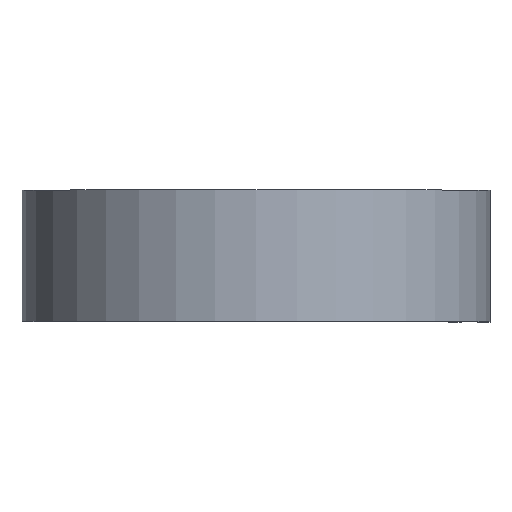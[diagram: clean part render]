
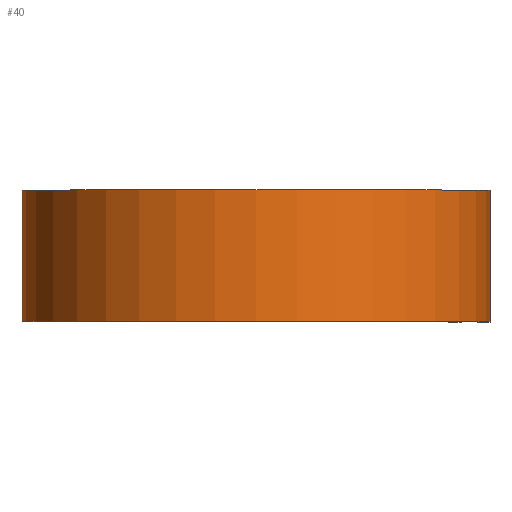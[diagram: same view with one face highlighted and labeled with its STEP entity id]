
A CAD part, top view. The second image highlights one B-rep face of the part: STEP entity #40.
In plain terms, the highlighted cylindrical face has radius 22.644 mm (diameter 45.288 mm), a partial arc.
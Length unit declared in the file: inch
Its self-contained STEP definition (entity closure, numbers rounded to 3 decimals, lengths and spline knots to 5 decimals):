
#11 = FACE_OUTER_BOUND ( 'NONE', #504, .T. ) ;
#16 = CIRCLE ( 'NONE', #219, 0.8915 ) ;
#40 = ADVANCED_FACE ( 'NONE', ( #11 ), #70, .T. ) ;
#43 = EDGE_CURVE ( 'NONE', #672, #440, #16, .T. ) ;
#48 = VERTEX_POINT ( 'NONE', #437 ) ;
#70 = CYLINDRICAL_SURFACE ( 'NONE', #259, 0.8915 ) ;
#162 = VECTOR ( 'NONE', #352, 39.37008 ) ;
#181 = CARTESIAN_POINT ( 'NONE',  ( 0.8915, -0.25, 0. ) ) ;
#216 = CARTESIAN_POINT ( 'NONE',  ( 0.8915, 0.25, 0. ) ) ;
#219 = AXIS2_PLACEMENT_3D ( 'NONE', #400, #402, #435 ) ;
#250 = ORIENTED_EDGE ( 'NONE', *, *, #560, .F. ) ;
#259 = AXIS2_PLACEMENT_3D ( 'NONE', #262, #327, #318 ) ;
#262 = CARTESIAN_POINT ( 'NONE',  ( 0., 0.25, 0. ) ) ;
#292 = CIRCLE ( 'NONE', #355, 0.8915 ) ;
#297 = CARTESIAN_POINT ( 'NONE',  ( 0.8915, 0.25, 0. ) ) ;
#318 = DIRECTION ( 'NONE',  ( 0., 0., -1. ) ) ;
#327 = DIRECTION ( 'NONE',  ( 0., -1., 0. ) ) ;
#352 = DIRECTION ( 'NONE',  ( 0., -1., 0. ) ) ;
#355 = AXIS2_PLACEMENT_3D ( 'NONE', #555, #583, #643 ) ;
#383 = LINE ( 'NONE', #564, #512 ) ;
#400 = CARTESIAN_POINT ( 'NONE',  ( 0., -0.25, 0. ) ) ;
#402 = DIRECTION ( 'NONE',  ( 0., 1., 0. ) ) ;
#406 = DIRECTION ( 'NONE',  ( 0., -1., 0. ) ) ;
#407 = EDGE_CURVE ( 'NONE', #705, #440, #568, .T. ) ;
#435 = DIRECTION ( 'NONE',  ( 1., 0., 0. ) ) ;
#437 = CARTESIAN_POINT ( 'NONE',  ( 0., 0.25, -0.8915 ) ) ;
#440 = VERTEX_POINT ( 'NONE', #181 ) ;
#467 = CARTESIAN_POINT ( 'NONE',  ( 0., -0.25, -0.8915 ) ) ;
#504 = EDGE_LOOP ( 'NONE', ( #670, #675, #250, #634 ) ) ;
#512 = VECTOR ( 'NONE', #406, 39.37008 ) ;
#555 = CARTESIAN_POINT ( 'NONE',  ( 0., 0.25, 0. ) ) ;
#560 = EDGE_CURVE ( 'NONE', #48, #705, #292, .T. ) ;
#564 = CARTESIAN_POINT ( 'NONE',  ( 0., 0.25, -0.8915 ) ) ;
#568 = LINE ( 'NONE', #297, #162 ) ;
#583 = DIRECTION ( 'NONE',  ( 0., 1., 0. ) ) ;
#634 = ORIENTED_EDGE ( 'NONE', *, *, #677, .T. ) ;
#643 = DIRECTION ( 'NONE',  ( 1., 0., 0. ) ) ;
#670 = ORIENTED_EDGE ( 'NONE', *, *, #43, .T. ) ;
#672 = VERTEX_POINT ( 'NONE', #467 ) ;
#675 = ORIENTED_EDGE ( 'NONE', *, *, #407, .F. ) ;
#677 = EDGE_CURVE ( 'NONE', #48, #672, #383, .T. ) ;
#705 = VERTEX_POINT ( 'NONE', #216 ) ;
